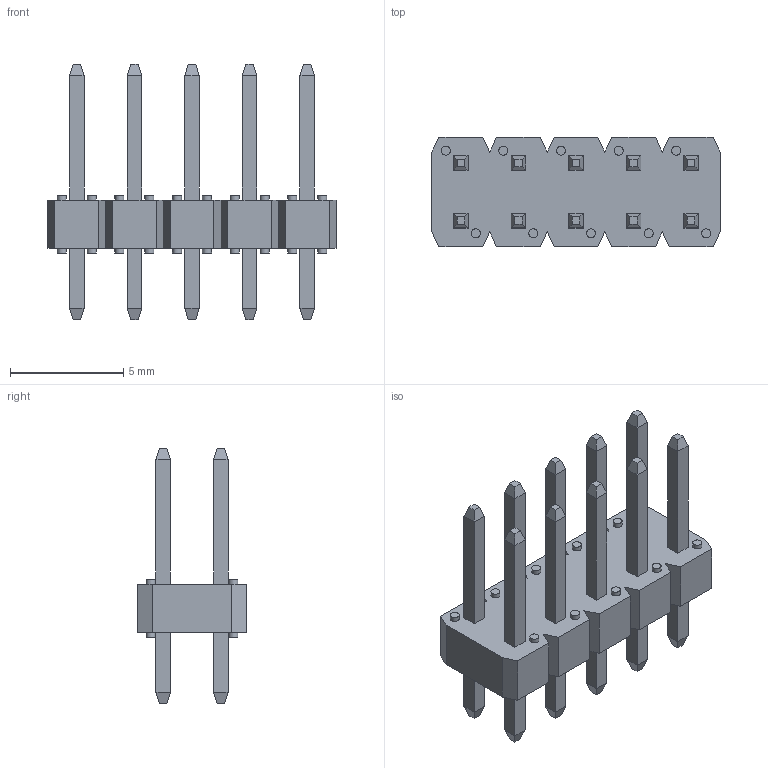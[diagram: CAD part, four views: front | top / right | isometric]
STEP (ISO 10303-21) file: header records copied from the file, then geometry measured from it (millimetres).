
FILE_DESCRIPTION(('FreeCAD Model'),'2;1');
FILE_NAME('Header 5x2 vert 0.1 inch pitch thru.step','2021-09-22T12:16:28',('Author'),(''), 'Open CASCADE STEP processor 7.3','FreeCAD','Unknown');
FILE_SCHEMA(('AUTOMOTIVE_DESIGN { 1 0 10303 214 1 1 1 1 }'));
Length unit declared in the file: millimetre
Products named in the file (1): header_5x2_vert_t-h
Bounding box: 12.7 x 4.82 x 11.25 mm (x, y, z)
Volume: 162.4 mm3; surface area: 432.8 mm2
Topology: 1 solids, 1 shells, 254 faces, 556 edges, 344 vertices
Faces by surface type: plane 154, bspline 80, cylinder 20
Full cylindrical faces by diameter (mm): 0.4 x20
Entity records: 15659 total; most frequent: CARTESIAN_POINT 2787, DIRECTION 1878, LINE 1428, VECTOR 1428, ORIENTED_EDGE 1112, PCURVE 1112, DEFINITIONAL_REPRESENTATION 1112, EDGE_CURVE 556
